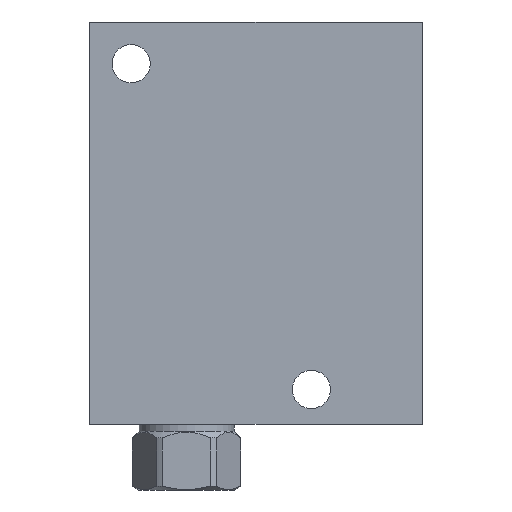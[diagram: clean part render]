
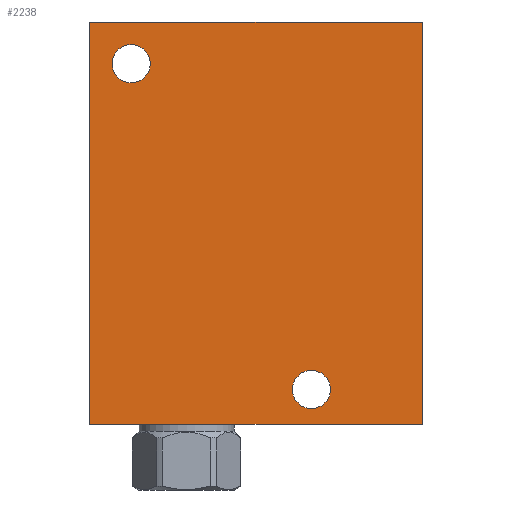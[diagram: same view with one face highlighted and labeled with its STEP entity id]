
A CAD part, front view. The second image highlights one B-rep face of the part: STEP entity #2238.
In plain terms, the highlighted planar face has unit normal (0, -1, 0).
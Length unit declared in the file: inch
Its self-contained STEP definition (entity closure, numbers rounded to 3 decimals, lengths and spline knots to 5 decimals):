
#5=DIRECTION('',(1.,0.,0.));
#6=VECTOR('',#5,3.);
#7=CARTESIAN_POINT('',(0.,-2.,0.));
#8=LINE('',#7,#6);
#75=DIRECTION('',(0.,0.,1.));
#76=VECTOR('',#75,3.625);
#77=CARTESIAN_POINT('',(3.,-2.,0.));
#78=LINE('',#77,#76);
#99=DIRECTION('',(0.,0.,1.));
#100=VECTOR('',#99,3.625);
#101=CARTESIAN_POINT('',(0.,-2.,0.));
#102=LINE('',#101,#100);
#103=CARTESIAN_POINT('',(0.375,-2.,3.25));
#104=DIRECTION('',(0.,-1.,0.));
#105=DIRECTION('',(-1.,0.,0.));
#106=AXIS2_PLACEMENT_3D('',#103,#104,#105);
#108=CARTESIAN_POINT('',(0.375,-2.,3.25));
#109=DIRECTION('',(0.,-1.,0.));
#110=DIRECTION('',(1.,0.,0.));
#111=AXIS2_PLACEMENT_3D('',#108,#109,#110);
#113=CARTESIAN_POINT('',(2.,-2.,0.312));
#114=DIRECTION('',(0.,-1.,0.));
#115=DIRECTION('',(-1.,0.,0.));
#116=AXIS2_PLACEMENT_3D('',#113,#114,#115);
#118=CARTESIAN_POINT('',(2.,-2.,0.312));
#119=DIRECTION('',(0.,-1.,0.));
#120=DIRECTION('',(1.,0.,0.));
#121=AXIS2_PLACEMENT_3D('',#118,#119,#120);
#135=DIRECTION('',(1.,0.,0.));
#136=VECTOR('',#135,3.);
#137=CARTESIAN_POINT('',(0.,-2.,3.625));
#138=LINE('',#137,#136);
#1843=CARTESIAN_POINT('',(0.,-2.,0.));
#1845=VERTEX_POINT('',#1843);
#1846=CARTESIAN_POINT('',(3.,-2.,0.));
#1847=VERTEX_POINT('',#1846);
#1851=CARTESIAN_POINT('',(0.,-2.,3.625));
#1853=VERTEX_POINT('',#1851);
#1854=CARTESIAN_POINT('',(3.,-2.,3.625));
#1855=VERTEX_POINT('',#1854);
#2003=CARTESIAN_POINT('',(0.203,-2.,3.25));
#2004=CARTESIAN_POINT('',(0.547,-2.,3.25));
#2005=VERTEX_POINT('',#2003);
#2006=VERTEX_POINT('',#2004);
#2011=CARTESIAN_POINT('',(1.828,-2.,0.312));
#2012=CARTESIAN_POINT('',(2.172,-2.,0.312));
#2013=VERTEX_POINT('',#2011);
#2014=VERTEX_POINT('',#2012);
#2214=CARTESIAN_POINT('',(0.,-2.,0.));
#2215=DIRECTION('',(0.,-1.,0.));
#2216=DIRECTION('',(1.,0.,0.));
#2217=AXIS2_PLACEMENT_3D('',#2214,#2215,#2216);
#2218=PLANE('',#2217);
#2219=ORIENTED_EDGE('',*,*,#2120,.F.);
#2220=ORIENTED_EDGE('',*,*,#2145,.T.);
#2222=ORIENTED_EDGE('',*,*,#2221,.T.);
#2223=ORIENTED_EDGE('',*,*,#2194,.F.);
#2224=EDGE_LOOP('',(#2219,#2220,#2222,#2223));
#2225=FACE_OUTER_BOUND('',#2224,.F.);
#2227=ORIENTED_EDGE('',*,*,#2226,.T.);
#2229=ORIENTED_EDGE('',*,*,#2228,.T.);
#2230=EDGE_LOOP('',(#2227,#2229));
#2231=FACE_BOUND('',#2230,.F.);
#2233=ORIENTED_EDGE('',*,*,#2232,.T.);
#2235=ORIENTED_EDGE('',*,*,#2234,.T.);
#2236=EDGE_LOOP('',(#2233,#2235));
#2237=FACE_BOUND('',#2236,.F.);
#2238=ADVANCED_FACE('',(#2225,#2231,#2237),#2218,.T.);
#107=CIRCLE('',#106,0.172);
#112=CIRCLE('',#111,0.172);
#117=CIRCLE('',#116,0.172);
#122=CIRCLE('',#121,0.172);
#2120=EDGE_CURVE('',#1845,#1847,#8,.T.);
#2145=EDGE_CURVE('',#1845,#1853,#102,.T.);
#2194=EDGE_CURVE('',#1847,#1855,#78,.T.);
#2221=EDGE_CURVE('',#1853,#1855,#138,.T.);
#2226=EDGE_CURVE('',#2005,#2006,#107,.T.);
#2228=EDGE_CURVE('',#2006,#2005,#112,.T.);
#2232=EDGE_CURVE('',#2013,#2014,#117,.T.);
#2234=EDGE_CURVE('',#2014,#2013,#122,.T.);
